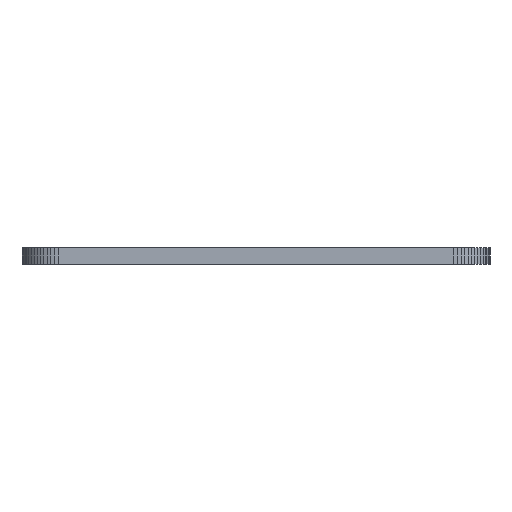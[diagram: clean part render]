
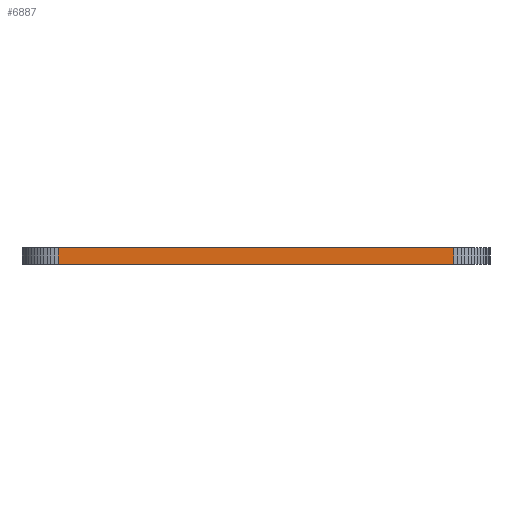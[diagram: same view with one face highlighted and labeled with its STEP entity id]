
A CAD part, front view. The second image highlights one B-rep face of the part: STEP entity #6887.
In plain terms, the highlighted planar face has unit normal (0, -1, 0).
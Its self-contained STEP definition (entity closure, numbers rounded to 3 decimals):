
#83 = PLANE('',#84);
#84 = AXIS2_PLACEMENT_3D('',#85,#86,#87);
#85 = CARTESIAN_POINT('',(88.392,-46.1,1.58));
#86 = DIRECTION('',(-0.,-0.,-1.));
#87 = DIRECTION('',(-1.,0.,0.));
#137 = PLANE('',#138);
#138 = AXIS2_PLACEMENT_3D('',#139,#140,#141);
#139 = CARTESIAN_POINT('',(88.392,-46.1,0.));
#140 = DIRECTION('',(-0.,-0.,-1.));
#141 = DIRECTION('',(-1.,0.,0.));
#1086 = VERTEX_POINT('',#1087);
#1087 = CARTESIAN_POINT('',(107.696,-67.564,0.));
#1101 = PLANE('',#1102);
#1102 = AXIS2_PLACEMENT_3D('',#1103,#1104,#1105);
#1103 = CARTESIAN_POINT('',(108.068,-67.545,0.));
#1104 = DIRECTION('',(0.052,-0.999,0.));
#1105 = DIRECTION('',(-0.999,-0.052,0.));
#1113 = EDGE_CURVE('',#1086,#1114,#1116,.T.);
#1114 = VERTEX_POINT('',#1115);
#1115 = CARTESIAN_POINT('',(69.088,-67.564,0.));
#1116 = SURFACE_CURVE('',#1117,(#1121,#1128),.PCURVE_S1.);
#1117 = LINE('',#1118,#1119);
#1118 = CARTESIAN_POINT('',(107.696,-67.564,0.));
#1119 = VECTOR('',#1120,1.);
#1120 = DIRECTION('',(-1.,0.,0.));
#1121 = PCURVE('',#137,#1122);
#1122 = DEFINITIONAL_REPRESENTATION('',(#1123),#1127);
#1123 = LINE('',#1124,#1125);
#1124 = CARTESIAN_POINT('',(-19.304,-21.464));
#1125 = VECTOR('',#1126,1.);
#1126 = DIRECTION('',(1.,0.));
#1127 = ( GEOMETRIC_REPRESENTATION_CONTEXT(2) 
PARAMETRIC_REPRESENTATION_CONTEXT() REPRESENTATION_CONTEXT('2D SPACE',''
  ) );
#1128 = PCURVE('',#1129,#1134);
#1129 = PLANE('',#1130);
#1130 = AXIS2_PLACEMENT_3D('',#1131,#1132,#1133);
#1131 = CARTESIAN_POINT('',(107.696,-67.564,0.));
#1132 = DIRECTION('',(0.,-1.,0.));
#1133 = DIRECTION('',(-1.,0.,0.));
#1134 = DEFINITIONAL_REPRESENTATION('',(#1135),#1139);
#1135 = LINE('',#1136,#1137);
#1136 = CARTESIAN_POINT('',(0.,-0.));
#1137 = VECTOR('',#1138,1.);
#1138 = DIRECTION('',(1.,0.));
#1139 = ( GEOMETRIC_REPRESENTATION_CONTEXT(2) 
PARAMETRIC_REPRESENTATION_CONTEXT() REPRESENTATION_CONTEXT('2D SPACE',''
  ) );
#1157 = PLANE('',#1158);
#1158 = AXIS2_PLACEMENT_3D('',#1159,#1160,#1161);
#1159 = CARTESIAN_POINT('',(69.088,-67.564,0.));
#1160 = DIRECTION('',(-0.052,-0.999,0.));
#1161 = DIRECTION('',(-0.999,0.052,0.));
#3668 = VERTEX_POINT('',#3669);
#3669 = CARTESIAN_POINT('',(107.696,-67.564,1.58));
#3690 = EDGE_CURVE('',#3668,#3691,#3693,.T.);
#3691 = VERTEX_POINT('',#3692);
#3692 = CARTESIAN_POINT('',(69.088,-67.564,1.58));
#3693 = SURFACE_CURVE('',#3694,(#3698,#3705),.PCURVE_S1.);
#3694 = LINE('',#3695,#3696);
#3695 = CARTESIAN_POINT('',(107.696,-67.564,1.58));
#3696 = VECTOR('',#3697,1.);
#3697 = DIRECTION('',(-1.,0.,0.));
#3698 = PCURVE('',#83,#3699);
#3699 = DEFINITIONAL_REPRESENTATION('',(#3700),#3704);
#3700 = LINE('',#3701,#3702);
#3701 = CARTESIAN_POINT('',(-19.304,-21.464));
#3702 = VECTOR('',#3703,1.);
#3703 = DIRECTION('',(1.,0.));
#3704 = ( GEOMETRIC_REPRESENTATION_CONTEXT(2) 
PARAMETRIC_REPRESENTATION_CONTEXT() REPRESENTATION_CONTEXT('2D SPACE',''
  ) );
#3705 = PCURVE('',#1129,#3706);
#3706 = DEFINITIONAL_REPRESENTATION('',(#3707),#3711);
#3707 = LINE('',#3708,#3709);
#3708 = CARTESIAN_POINT('',(0.,-1.58));
#3709 = VECTOR('',#3710,1.);
#3710 = DIRECTION('',(1.,0.));
#3711 = ( GEOMETRIC_REPRESENTATION_CONTEXT(2) 
PARAMETRIC_REPRESENTATION_CONTEXT() REPRESENTATION_CONTEXT('2D SPACE',''
  ) );
#6839 = EDGE_CURVE('',#1086,#3668,#6840,.T.);
#6840 = SURFACE_CURVE('',#6841,(#6845,#6852),.PCURVE_S1.);
#6841 = LINE('',#6842,#6843);
#6842 = CARTESIAN_POINT('',(107.696,-67.564,0.));
#6843 = VECTOR('',#6844,1.);
#6844 = DIRECTION('',(0.,0.,1.));
#6845 = PCURVE('',#1101,#6846);
#6846 = DEFINITIONAL_REPRESENTATION('',(#6847),#6851);
#6847 = LINE('',#6848,#6849);
#6848 = CARTESIAN_POINT('',(0.372,0.));
#6849 = VECTOR('',#6850,1.);
#6850 = DIRECTION('',(0.,-1.));
#6851 = ( GEOMETRIC_REPRESENTATION_CONTEXT(2) 
PARAMETRIC_REPRESENTATION_CONTEXT() REPRESENTATION_CONTEXT('2D SPACE',''
  ) );
#6852 = PCURVE('',#1129,#6853);
#6853 = DEFINITIONAL_REPRESENTATION('',(#6854),#6858);
#6854 = LINE('',#6855,#6856);
#6855 = CARTESIAN_POINT('',(0.,-0.));
#6856 = VECTOR('',#6857,1.);
#6857 = DIRECTION('',(0.,-1.));
#6858 = ( GEOMETRIC_REPRESENTATION_CONTEXT(2) 
PARAMETRIC_REPRESENTATION_CONTEXT() REPRESENTATION_CONTEXT('2D SPACE',''
  ) );
#6887 = ADVANCED_FACE('',(#6888),#1129,.T.);
#6888 = FACE_BOUND('',#6889,.T.);
#6889 = EDGE_LOOP('',(#6890,#6891,#6892,#6913));
#6890 = ORIENTED_EDGE('',*,*,#6839,.T.);
#6891 = ORIENTED_EDGE('',*,*,#3690,.T.);
#6892 = ORIENTED_EDGE('',*,*,#6893,.F.);
#6893 = EDGE_CURVE('',#1114,#3691,#6894,.T.);
#6894 = SURFACE_CURVE('',#6895,(#6899,#6906),.PCURVE_S1.);
#6895 = LINE('',#6896,#6897);
#6896 = CARTESIAN_POINT('',(69.088,-67.564,0.));
#6897 = VECTOR('',#6898,1.);
#6898 = DIRECTION('',(0.,0.,1.));
#6899 = PCURVE('',#1129,#6900);
#6900 = DEFINITIONAL_REPRESENTATION('',(#6901),#6905);
#6901 = LINE('',#6902,#6903);
#6902 = CARTESIAN_POINT('',(38.608,0.));
#6903 = VECTOR('',#6904,1.);
#6904 = DIRECTION('',(0.,-1.));
#6905 = ( GEOMETRIC_REPRESENTATION_CONTEXT(2) 
PARAMETRIC_REPRESENTATION_CONTEXT() REPRESENTATION_CONTEXT('2D SPACE',''
  ) );
#6906 = PCURVE('',#1157,#6907);
#6907 = DEFINITIONAL_REPRESENTATION('',(#6908),#6912);
#6908 = LINE('',#6909,#6910);
#6909 = CARTESIAN_POINT('',(0.,0.));
#6910 = VECTOR('',#6911,1.);
#6911 = DIRECTION('',(0.,-1.));
#6912 = ( GEOMETRIC_REPRESENTATION_CONTEXT(2) 
PARAMETRIC_REPRESENTATION_CONTEXT() REPRESENTATION_CONTEXT('2D SPACE',''
  ) );
#6913 = ORIENTED_EDGE('',*,*,#1113,.F.);
